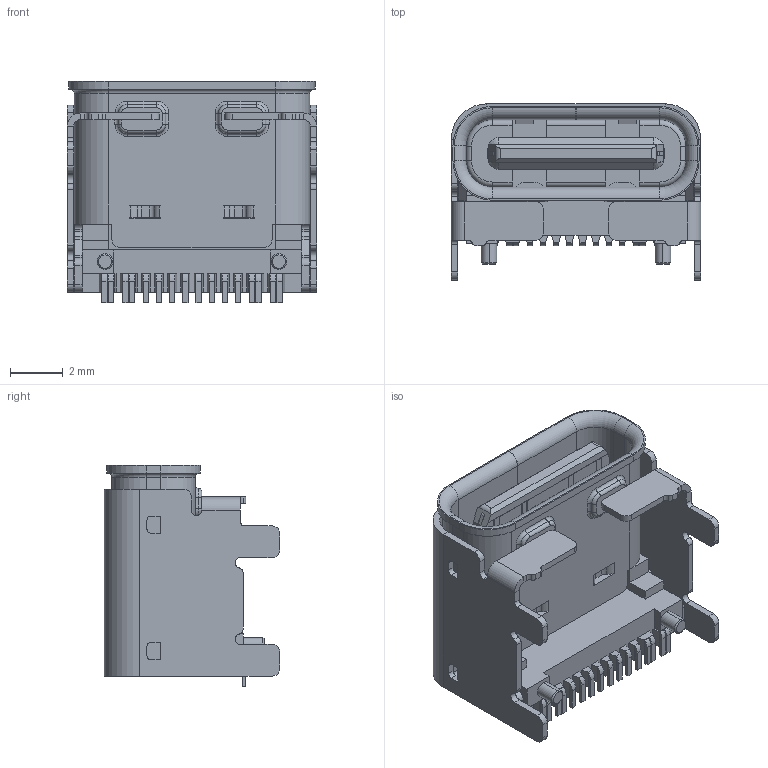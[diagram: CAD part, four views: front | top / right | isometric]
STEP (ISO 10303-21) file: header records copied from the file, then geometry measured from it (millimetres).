
FILE_DESCRIPTION (( 'STEP AP214' ), '1' );
FILE_NAME ('USB4800-03-A.STEP', '2022-12-08T02:38:24', ( '' ), ( '' ), 'SwSTEP 2.0', 'SolidWorks 2017', '' );
FILE_SCHEMA (( 'AUTOMOTIVE_DESIGN' ));
Length unit declared in the file: millimetre
Products named in the file (1): USB4800-03-A
Bounding box: 9.47 x 6.68 x 8.4 mm (x, y, z)
Volume: 196 mm3; surface area: 909.6 mm2
Topology: 37 solids, 37 shells, 904 faces, 2312 edges, 1482 vertices
Faces by surface type: plane 592, cylinder 264, torus 40, cone 8
Entity records: 27552 total; most frequent: CARTESIAN_POINT 4711, DIRECTION 4708, ORIENTED_EDGE 4624, EDGE_CURVE 2312, VECTOR 1718, LINE 1718, AXIS2_PLACEMENT_3D 1495, VERTEX_POINT 1482
